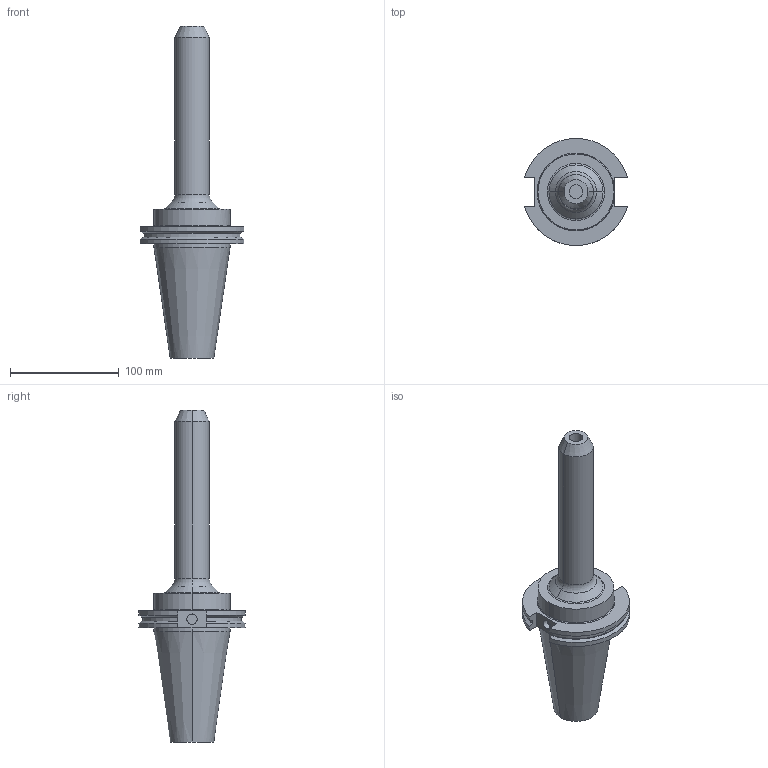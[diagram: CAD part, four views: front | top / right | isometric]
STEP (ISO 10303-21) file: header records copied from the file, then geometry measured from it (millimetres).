
FILE_DESCRIPTION (( 'STEP AP203' ), '1' );
FILE_NAME ('STP-22937-8.STEP', '2018-08-23T06:07:01', ( '' ), ( '' ), 'SwSTEP 2.0', 'SolidWorks 2015', '' );
FILE_SCHEMA (( 'CONFIG_CONTROL_DESIGN' ));
Length unit declared in the file: millimetre
Products named in the file (1): STP-22937-8
Bounding box: 94.95 x 98.05 x 304.8 mm (x, y, z)
Volume: 524292.8 mm3; surface area: 62914.9 mm2
Topology: 1 solids, 1 shells, 64 faces, 153 edges, 95 vertices
Faces by surface type: cylinder 22, plane 18, cone 16, bspline 6, torus 2
Entity records: 2832 total; most frequent: CARTESIAN_POINT 1287, DIRECTION 316, ORIENTED_EDGE 302, EDGE_CURVE 151, AXIS2_PLACEMENT_3D 125, VERTEX_POINT 95, EDGE_LOOP 70, VECTOR 66
